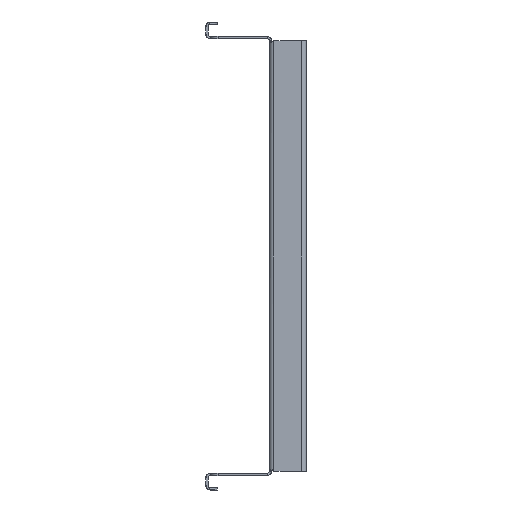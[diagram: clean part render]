
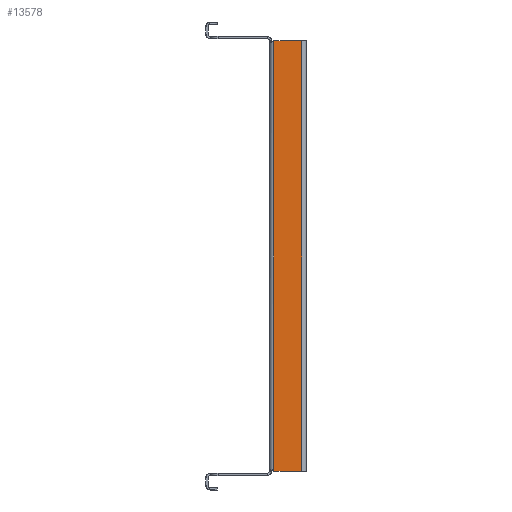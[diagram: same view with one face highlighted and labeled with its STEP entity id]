
A CAD part, left-side view. The second image highlights one B-rep face of the part: STEP entity #13578.
In plain terms, the highlighted planar face has unit normal (-1, 0, 0).
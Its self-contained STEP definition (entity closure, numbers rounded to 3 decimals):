
#615 = VERTEX_POINT ( 'NONE', #15069 ) ;
#698 = CARTESIAN_POINT ( 'NONE',  ( -380., 0., 0. ) ) ;
#1640 = LINE ( 'NONE', #16154, #8635 ) ;
#1789 = ORIENTED_EDGE ( 'NONE', *, *, #11181, .T. ) ;
#2299 = DIRECTION ( 'NONE',  ( 0., 0., -1. ) ) ;
#2782 = CARTESIAN_POINT ( 'NONE',  ( -380., -4., 0. ) ) ;
#2850 = DIRECTION ( 'NONE',  ( 0., -1., 0. ) ) ;
#2867 = ORIENTED_EDGE ( 'NONE', *, *, #8628, .T. ) ;
#3437 = DIRECTION ( 'NONE',  ( 0., 0., 1. ) ) ;
#4292 = PLANE ( 'NONE',  #13724 ) ;
#4643 = DIRECTION ( 'NONE',  ( 0., -1., 0. ) ) ;
#5141 = CARTESIAN_POINT ( 'NONE',  ( -380., -4., -193. ) ) ;
#5757 = VECTOR ( 'NONE', #2299, 1000. ) ;
#6448 = DIRECTION ( 'NONE',  ( 0., 1., 0. ) ) ;
#6455 = VERTEX_POINT ( 'NONE', #5141 ) ;
#8571 = CARTESIAN_POINT ( 'NONE',  ( -380., -29., 193. ) ) ;
#8628 = EDGE_CURVE ( 'NONE', #6455, #615, #1640, .T. ) ;
#8635 = VECTOR ( 'NONE', #2850, 1000. ) ;
#9425 = CARTESIAN_POINT ( 'NONE',  ( -380., -4., 193. ) ) ;
#11181 = EDGE_CURVE ( 'NONE', #14632, #14580, #12818, .T. ) ;
#12192 = DIRECTION ( 'NONE',  ( -1., 0., 0. ) ) ;
#12451 = CARTESIAN_POINT ( 'NONE',  ( -380., -29., -193. ) ) ;
#12638 = EDGE_LOOP ( 'NONE', ( #2867, #13001, #1789, #12923 ) ) ;
#12659 = CARTESIAN_POINT ( 'NONE',  ( -380., 0., 193. ) ) ;
#12818 = LINE ( 'NONE', #12659, #15977 ) ;
#12923 = ORIENTED_EDGE ( 'NONE', *, *, #14903, .T. ) ;
#13001 = ORIENTED_EDGE ( 'NONE', *, *, #16193, .T. ) ;
#13486 = FACE_OUTER_BOUND ( 'NONE', #12638, .T. ) ;
#13578 = ADVANCED_FACE ( 'NONE', ( #13486 ), #4292, .T. ) ;
#13724 = AXIS2_PLACEMENT_3D ( 'NONE', #698, #12192, #4643 ) ;
#14580 = VERTEX_POINT ( 'NONE', #9425 ) ;
#14632 = VERTEX_POINT ( 'NONE', #8571 ) ;
#14903 = EDGE_CURVE ( 'NONE', #14580, #6455, #15830, .T. ) ;
#15042 = VECTOR ( 'NONE', #3437, 1000. ) ;
#15069 = CARTESIAN_POINT ( 'NONE',  ( -380., -29., -193. ) ) ;
#15830 = LINE ( 'NONE', #2782, #5757 ) ;
#15977 = VECTOR ( 'NONE', #6448, 1000. ) ;
#16154 = CARTESIAN_POINT ( 'NONE',  ( -380., 0., -193. ) ) ;
#16193 = EDGE_CURVE ( 'NONE', #615, #14632, #16592, .T. ) ;
#16592 = LINE ( 'NONE', #12451, #15042 ) ;
